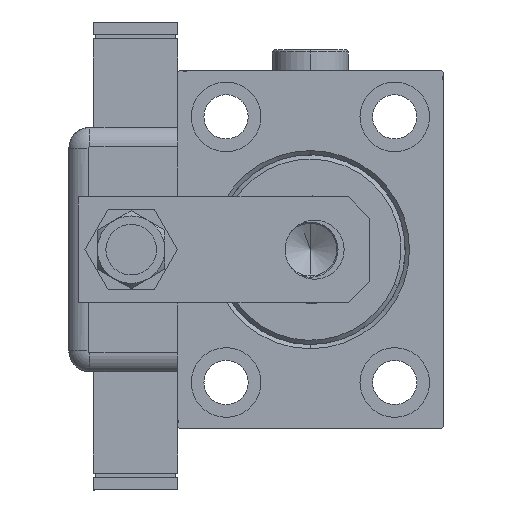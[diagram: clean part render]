
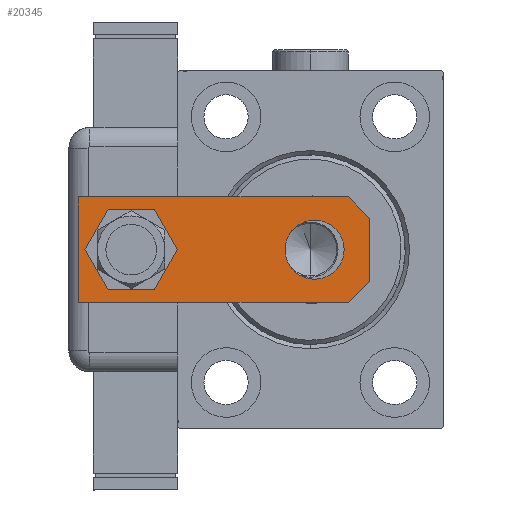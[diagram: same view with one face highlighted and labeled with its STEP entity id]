
A CAD part, left-side view. The second image highlights one B-rep face of the part: STEP entity #20345.
In plain terms, the highlighted face is planar.
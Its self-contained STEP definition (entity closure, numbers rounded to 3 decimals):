
#479 = CARTESIAN_POINT ( 'NONE',  ( 12.5, 5., 0. ) ) ;
#823 = CARTESIAN_POINT ( 'NONE',  ( 0., 0., 0. ) ) ;
#948 = CARTESIAN_POINT ( 'NONE',  ( -7.5, 0., 0. ) ) ;
#1236 = DIRECTION ( 'NONE',  ( 1., 0., 0. ) ) ;
#1315 = EDGE_CURVE ( 'NONE', #25871, #21108, #14021, .T. ) ;
#1517 = CIRCLE ( 'NONE', #46833, 7. ) ;
#2706 = EDGE_LOOP ( 'NONE', ( #18891, #25810 ) ) ;
#3102 = CARTESIAN_POINT ( 'NONE',  ( 0., 56.5, 0. ) ) ;
#3597 = EDGE_CURVE ( 'NONE', #41429, #38027, #18648, .T. ) ;
#3706 = AXIS2_PLACEMENT_3D ( 'NONE', #32496, #51284, #17385 ) ;
#6020 = VECTOR ( 'NONE', #43300, 1000. ) ;
#6053 = PLANE ( 'NONE',  #20075 ) ;
#6514 = CARTESIAN_POINT ( 'NONE',  ( 7.5, 0., 0. ) ) ;
#6523 = EDGE_CURVE ( 'NONE', #55245, #42207, #45495, .T. ) ;
#6657 = CIRCLE ( 'NONE', #3706, 7. ) ;
#7839 = ORIENTED_EDGE ( 'NONE', *, *, #3597, .F. ) ;
#9439 = ORIENTED_EDGE ( 'NONE', *, *, #40654, .T. ) ;
#10186 = VECTOR ( 'NONE', #24687, 1000. ) ;
#10784 = DIRECTION ( 'NONE',  ( 0., 0., 1. ) ) ;
#10811 = LINE ( 'NONE', #15447, #10186 ) ;
#11748 = DIRECTION ( 'NONE',  ( 1., 0., 0. ) ) ;
#12971 = VECTOR ( 'NONE', #50725, 1000. ) ;
#13055 = ORIENTED_EDGE ( 'NONE', *, *, #1315, .F. ) ;
#13126 = VECTOR ( 'NONE', #50310, 1000. ) ;
#13925 = CARTESIAN_POINT ( 'NONE',  ( 12.5, 69., 0. ) ) ;
#14021 = LINE ( 'NONE', #14640, #6020 ) ;
#14640 = CARTESIAN_POINT ( 'NONE',  ( -12.5, 0., 0. ) ) ;
#15298 = FACE_BOUND ( 'NONE', #36284, .T. ) ;
#15447 = CARTESIAN_POINT ( 'NONE',  ( -7.5, 0., 0. ) ) ;
#16663 = DIRECTION ( 'NONE',  ( 0., 0., 1. ) ) ;
#17274 = CARTESIAN_POINT ( 'NONE',  ( 7., 56.5, 0. ) ) ;
#17385 = DIRECTION ( 'NONE',  ( 1., 0., 0. ) ) ;
#17823 = EDGE_LOOP ( 'NONE', ( #13055, #20409, #7839, #43068, #42025, #25942 ) ) ;
#18305 = CARTESIAN_POINT ( 'NONE',  ( -12.5, 69., 0. ) ) ;
#18648 = LINE ( 'NONE', #18948, #50369 ) ;
#18891 = ORIENTED_EDGE ( 'NONE', *, *, #32040, .T. ) ;
#18948 = CARTESIAN_POINT ( 'NONE',  ( -12.5, 69., 0. ) ) ;
#19268 = CARTESIAN_POINT ( 'NONE',  ( -7., 56.5, 0. ) ) ;
#19588 = CARTESIAN_POINT ( 'NONE',  ( 7., 13., 0. ) ) ;
#20075 = AXIS2_PLACEMENT_3D ( 'NONE', #823, #37844, #56653 ) ;
#20345 = ADVANCED_FACE ( 'NONE', ( #57550, #15298, #23950 ), #6053, .F. ) ;
#20409 = ORIENTED_EDGE ( 'NONE', *, *, #22953, .T. ) ;
#21108 = VERTEX_POINT ( 'NONE', #6514 ) ;
#22842 = EDGE_CURVE ( 'NONE', #42207, #41429, #46616, .T. ) ;
#22953 = EDGE_CURVE ( 'NONE', #25871, #38027, #10811, .T. ) ;
#23950 = FACE_BOUND ( 'NONE', #2706, .T. ) ;
#24310 = CARTESIAN_POINT ( 'NONE',  ( 12.5, 69., 0. ) ) ;
#24687 = DIRECTION ( 'NONE',  ( -0.707, 0.707, 0. ) ) ;
#25810 = ORIENTED_EDGE ( 'NONE', *, *, #25912, .T. ) ;
#25871 = VERTEX_POINT ( 'NONE', #948 ) ;
#25912 = EDGE_CURVE ( 'NONE', #51898, #52270, #34924, .T. ) ;
#25942 = ORIENTED_EDGE ( 'NONE', *, *, #39098, .T. ) ;
#26505 = CIRCLE ( 'NONE', #56040, 7. ) ;
#26693 = CARTESIAN_POINT ( 'NONE',  ( 12.5, 0., 0. ) ) ;
#28551 = DIRECTION ( 'NONE',  ( -0.707, -0.707, 0. ) ) ;
#29818 = CARTESIAN_POINT ( 'NONE',  ( 12.5, 5., 0. ) ) ;
#29988 = AXIS2_PLACEMENT_3D ( 'NONE', #40403, #16663, #50241 ) ;
#32040 = EDGE_CURVE ( 'NONE', #52270, #51898, #6657, .T. ) ;
#32496 = CARTESIAN_POINT ( 'NONE',  ( 0., 13., 0. ) ) ;
#33779 = LINE ( 'NONE', #479, #59898 ) ;
#34924 = CIRCLE ( 'NONE', #29988, 7. ) ;
#36284 = EDGE_LOOP ( 'NONE', ( #51221, #9439 ) ) ;
#36404 = DIRECTION ( 'NONE',  ( 0., 0., 1. ) ) ;
#37844 = DIRECTION ( 'NONE',  ( 0., 0., 1. ) ) ;
#38027 = VERTEX_POINT ( 'NONE', #45296 ) ;
#38386 = DIRECTION ( 'NONE',  ( 0., -1., 0. ) ) ;
#39098 = EDGE_CURVE ( 'NONE', #55245, #21108, #33779, .T. ) ;
#40403 = CARTESIAN_POINT ( 'NONE',  ( 0., 13., 0. ) ) ;
#40654 = EDGE_CURVE ( 'NONE', #60249, #49987, #26505, .T. ) ;
#41429 = VERTEX_POINT ( 'NONE', #18305 ) ;
#42025 = ORIENTED_EDGE ( 'NONE', *, *, #6523, .F. ) ;
#42207 = VERTEX_POINT ( 'NONE', #24310 ) ;
#43068 = ORIENTED_EDGE ( 'NONE', *, *, #22842, .F. ) ;
#43300 = DIRECTION ( 'NONE',  ( 1., 0., 0. ) ) ;
#45296 = CARTESIAN_POINT ( 'NONE',  ( -12.5, 5., 0. ) ) ;
#45495 = LINE ( 'NONE', #26693, #12971 ) ;
#46616 = LINE ( 'NONE', #13925, #13126 ) ;
#46833 = AXIS2_PLACEMENT_3D ( 'NONE', #3102, #36404, #11748 ) ;
#49987 = VERTEX_POINT ( 'NONE', #19268 ) ;
#50241 = DIRECTION ( 'NONE',  ( 1., 0., 0. ) ) ;
#50285 = CARTESIAN_POINT ( 'NONE',  ( -7., 13., 0. ) ) ;
#50310 = DIRECTION ( 'NONE',  ( -1., 0., 0. ) ) ;
#50369 = VECTOR ( 'NONE', #38386, 1000. ) ;
#50725 = DIRECTION ( 'NONE',  ( 0., 1., 0. ) ) ;
#51221 = ORIENTED_EDGE ( 'NONE', *, *, #56182, .T. ) ;
#51284 = DIRECTION ( 'NONE',  ( 0., 0., 1. ) ) ;
#51898 = VERTEX_POINT ( 'NONE', #19588 ) ;
#52270 = VERTEX_POINT ( 'NONE', #50285 ) ;
#52438 = CARTESIAN_POINT ( 'NONE',  ( 0., 56.5, 0. ) ) ;
#55245 = VERTEX_POINT ( 'NONE', #29818 ) ;
#56040 = AXIS2_PLACEMENT_3D ( 'NONE', #52438, #10784, #1236 ) ;
#56182 = EDGE_CURVE ( 'NONE', #49987, #60249, #1517, .T. ) ;
#56653 = DIRECTION ( 'NONE',  ( 1., 0., 0. ) ) ;
#57550 = FACE_OUTER_BOUND ( 'NONE', #17823, .T. ) ;
#59898 = VECTOR ( 'NONE', #28551, 1000. ) ;
#60249 = VERTEX_POINT ( 'NONE', #17274 ) ;
